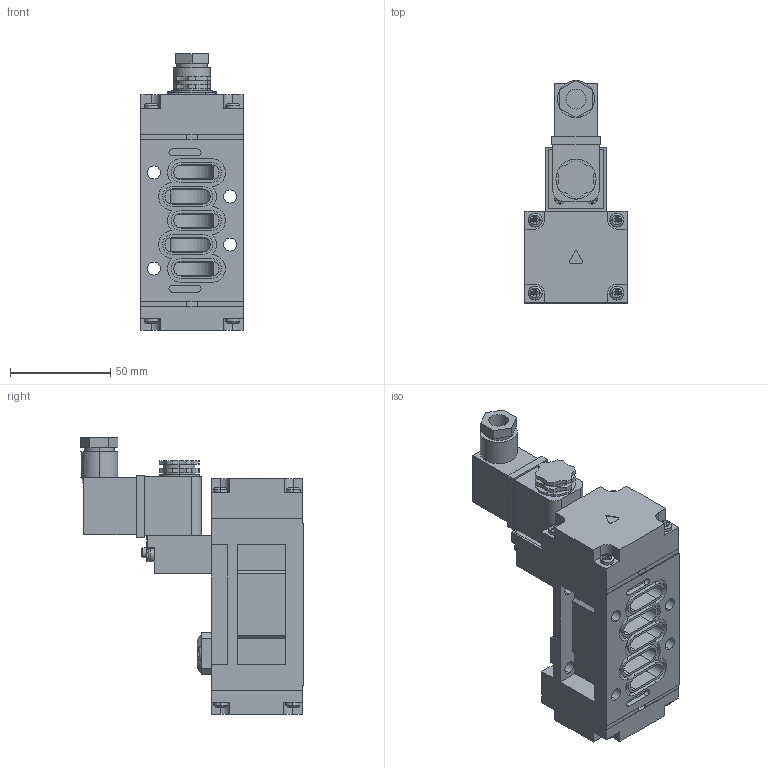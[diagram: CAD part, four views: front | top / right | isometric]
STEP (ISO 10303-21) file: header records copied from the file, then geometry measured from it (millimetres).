
FILE_DESCRIPTION (( 'STEP AP203' ), '1' );
FILE_NAME ('SIV511-IP-SC2-CD2.STEP', '2016-01-05T06:10:46', ( 'yrd8' ), ( '' ), 'SwSTEP 2.0', 'SolidWorks 2008', '' );
FILE_SCHEMA (( 'CONFIG_CONTROL_DESIGN' ));
Length unit declared in the file: millimetre
Products named in the file (7): SIV511-IP-SC2-CD2; SIV500 Body_晦獄; SIV500 Semi Pilot_晦獄; SIV500 Pilot; SIV500 Body Cover_晦獄; SIV500 Cnomo Pilot; CN2_ル遽
Assembly tree (6 placements, depth 2):
  SIV511-IP-SC2-CD2
    CN2_ル遽
    SIV500 Pilot
    SIV500 Body_晦獄
    SIV500 Cnomo Pilot
    SIV500 Semi Pilot_晦獄
    SIV500 Body Cover_晦獄
Bounding box: 51 x 111.2 x 138 mm (x, y, z)
Volume: 272474.1 mm3; surface area: 70721.8 mm2
Topology: 6 solids, 6 shells, 762 faces, 1938 edges, 1266 vertices
Faces by surface type: plane 491, cylinder 215, cone 29, torus 24, bspline 2, sphere 1
Entity records: 24808 total; most frequent: CARTESIAN_POINT 5416, ORIENTED_EDGE 3874, DIRECTION 3869, EDGE_CURVE 1937, LINE 1293, VECTOR 1293, AXIS2_PLACEMENT_3D 1288, VERTEX_POINT 1266
